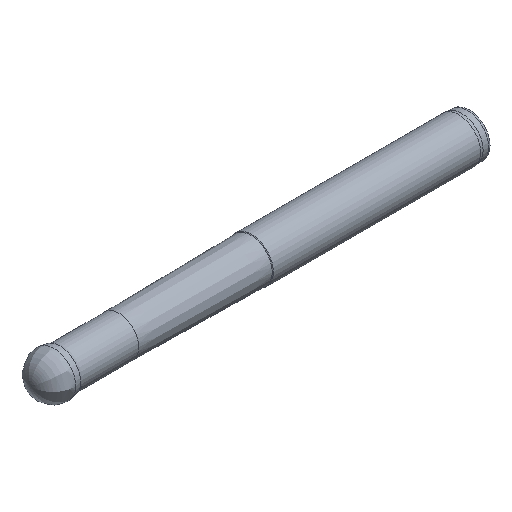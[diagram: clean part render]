
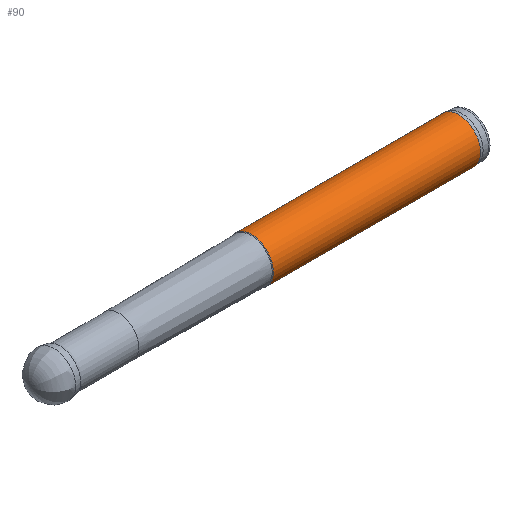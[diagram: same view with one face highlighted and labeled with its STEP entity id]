
A CAD part, isometric view. The second image highlights one B-rep face of the part: STEP entity #90.
In plain terms, the highlighted cylindrical face has radius 10 mm (diameter 20 mm), a full revolution.
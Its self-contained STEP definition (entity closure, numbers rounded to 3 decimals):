
#65=CYLINDRICAL_SURFACE('',#232,10.);
#74=FACE_BOUND('',#119,.T.);
#75=FACE_BOUND('',#120,.T.);
#90=ADVANCED_FACE('',(#74,#75),#65,.T.);
#119=EDGE_LOOP('',(#141));
#120=EDGE_LOOP('',(#142));
#141=ORIENTED_EDGE('',*,*,#191,.F.);
#142=ORIENTED_EDGE('',*,*,#190,.T.);
#175=VERTEX_POINT('',#327);
#176=VERTEX_POINT('',#330);
#190=EDGE_CURVE('',#175,#175,#209,.T.);
#191=EDGE_CURVE('',#176,#176,#210,.T.);
#209=CIRCLE('',#229,10.);
#210=CIRCLE('',#231,10.);
#229=AXIS2_PLACEMENT_3D('',#326,#268,#269);
#231=AXIS2_PLACEMENT_3D('',#329,#272,#273);
#232=AXIS2_PLACEMENT_3D('',#331,#274,#275);
#268=DIRECTION('',(-1.,0.,0.));
#269=DIRECTION('',(0.,-1.,0.));
#272=DIRECTION('',(-1.,0.,0.));
#273=DIRECTION('',(0.,-1.,0.));
#274=DIRECTION('',(-1.,0.,0.));
#275=DIRECTION('',(0.,-1.,0.));
#326=CARTESIAN_POINT('',(194.582,0.,0.));
#327=CARTESIAN_POINT('',(194.582,-10.,0.));
#329=CARTESIAN_POINT('',(100.25,0.,0.));
#330=CARTESIAN_POINT('',(100.25,-10.,0.));
#331=CARTESIAN_POINT('',(0.,0.,0.));
